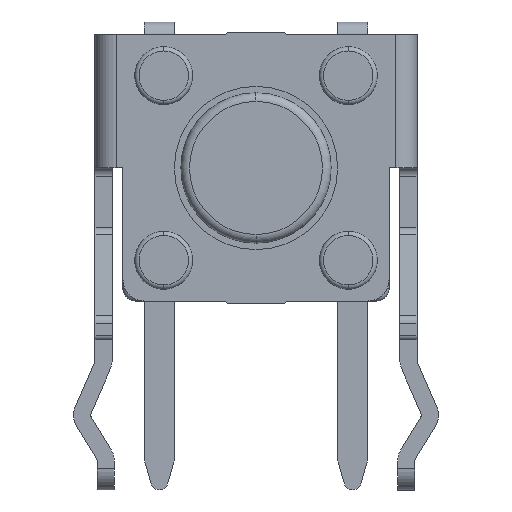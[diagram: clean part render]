
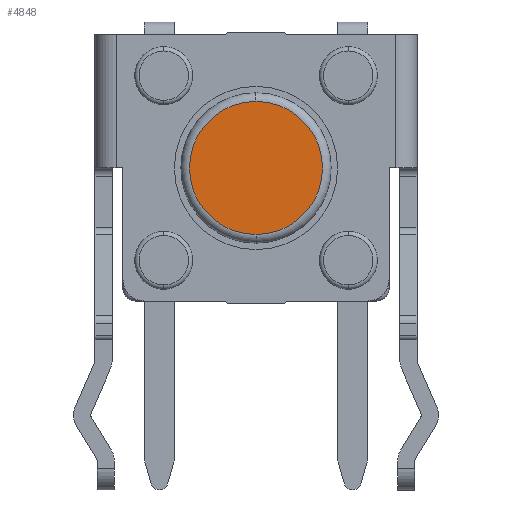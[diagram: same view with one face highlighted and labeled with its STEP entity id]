
A CAD part, front view. The second image highlights one B-rep face of the part: STEP entity #4848.
In plain terms, the highlighted planar face has unit normal (0, -1, 0).
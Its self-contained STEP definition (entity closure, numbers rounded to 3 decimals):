
#209 = FACE_OUTER_BOUND ( 'NONE', #10028, .T. ) ;
#699 = CARTESIAN_POINT ( 'NONE',  ( 0., -3.35, 5.55 ) ) ;
#1649 = CIRCLE ( 'NONE', #3597, 1.55 ) ;
#1673 = ORIENTED_EDGE ( 'NONE', *, *, #4606, .F. ) ;
#1930 = CARTESIAN_POINT ( 'NONE',  ( 0., -3.35, 4. ) ) ;
#2144 = CARTESIAN_POINT ( 'NONE',  ( 0., -3.35, 4. ) ) ;
#2553 = DIRECTION ( 'NONE',  ( 0., 1., 0. ) ) ;
#2729 = DIRECTION ( 'NONE',  ( 0., 1., 0. ) ) ;
#3597 = AXIS2_PLACEMENT_3D ( 'NONE', #1930, #2729, #4765 ) ;
#4115 = ORIENTED_EDGE ( 'NONE', *, *, #11923, .F. ) ;
#4476 = CARTESIAN_POINT ( 'NONE',  ( 0., -3.35, 4. ) ) ;
#4606 = EDGE_CURVE ( 'NONE', #6582, #9563, #1649, .T. ) ;
#4733 = PLANE ( 'NONE',  #9608 ) ;
#4765 = DIRECTION ( 'NONE',  ( 0., 0., 1. ) ) ;
#4848 = ADVANCED_FACE ( 'NONE', ( #209 ), #4733, .T. ) ;
#5716 = DIRECTION ( 'NONE',  ( 0., 0., -1. ) ) ;
#6316 = CIRCLE ( 'NONE', #7864, 1.55 ) ;
#6322 = DIRECTION ( 'NONE',  ( 0., 0., 1. ) ) ;
#6582 = VERTEX_POINT ( 'NONE', #699 ) ;
#7563 = DIRECTION ( 'NONE',  ( 0., -1., 0. ) ) ;
#7864 = AXIS2_PLACEMENT_3D ( 'NONE', #4476, #2553, #6322 ) ;
#9458 = CARTESIAN_POINT ( 'NONE',  ( 0., -3.35, 2.45 ) ) ;
#9563 = VERTEX_POINT ( 'NONE', #9458 ) ;
#9608 = AXIS2_PLACEMENT_3D ( 'NONE', #2144, #7563, #5716 ) ;
#10028 = EDGE_LOOP ( 'NONE', ( #1673, #4115 ) ) ;
#11923 = EDGE_CURVE ( 'NONE', #9563, #6582, #6316, .T. ) ;
